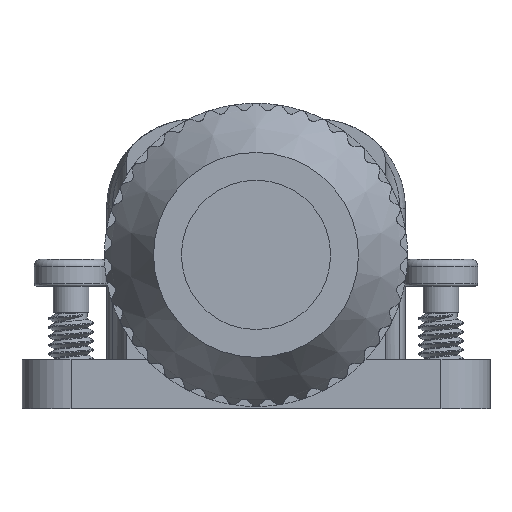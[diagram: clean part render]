
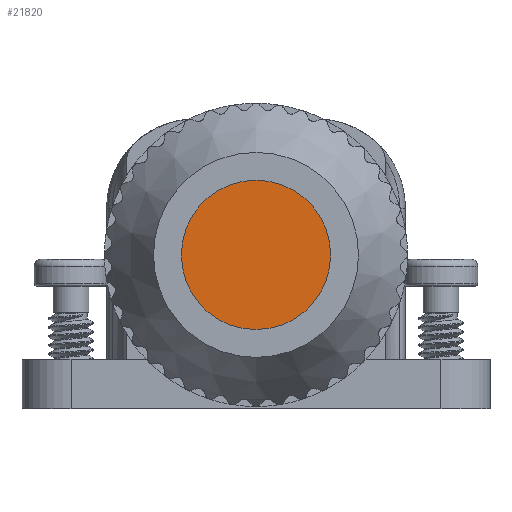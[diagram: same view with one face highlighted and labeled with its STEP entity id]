
A CAD part, front view. The second image highlights one B-rep face of the part: STEP entity #21820.
In plain terms, the highlighted planar face has unit normal (0, -1, 0).
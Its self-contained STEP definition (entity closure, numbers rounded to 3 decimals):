
#10866=CARTESIAN_POINT('',(0.,-16.55,3.261));
#10867=VERTEX_POINT('',#10866);
#10874=CARTESIAN_POINT('',(0.,-16.55,6.9));
#10875=DIRECTION('',(0.,0.,-1.));
#10876=DIRECTION('',(0.,-1.,0.));
#10877=AXIS2_PLACEMENT_3D('',#10874,#10876,#10875);
#10878=CIRCLE('',#10877,3.639);
#10879=EDGE_CURVE('',#10867,#10867,#10878,.T.);
#21812=CARTESIAN_POINT('',(-0.111,-16.55,6.609));
#21813=DIRECTION('',(1.,0.,0.));
#21814=DIRECTION('',(0.,-1.,0.));
#21815=AXIS2_PLACEMENT_3D('',#21812,#21814,#21813);
#21816=PLANE('',#21815);
#21817=ORIENTED_EDGE('',*,*,#10879,.T.);
#21818=EDGE_LOOP('',(#21817));
#21819=FACE_OUTER_BOUND('',#21818,.T.);
#21820=ADVANCED_FACE('',(#21819),#21816,.T.);
